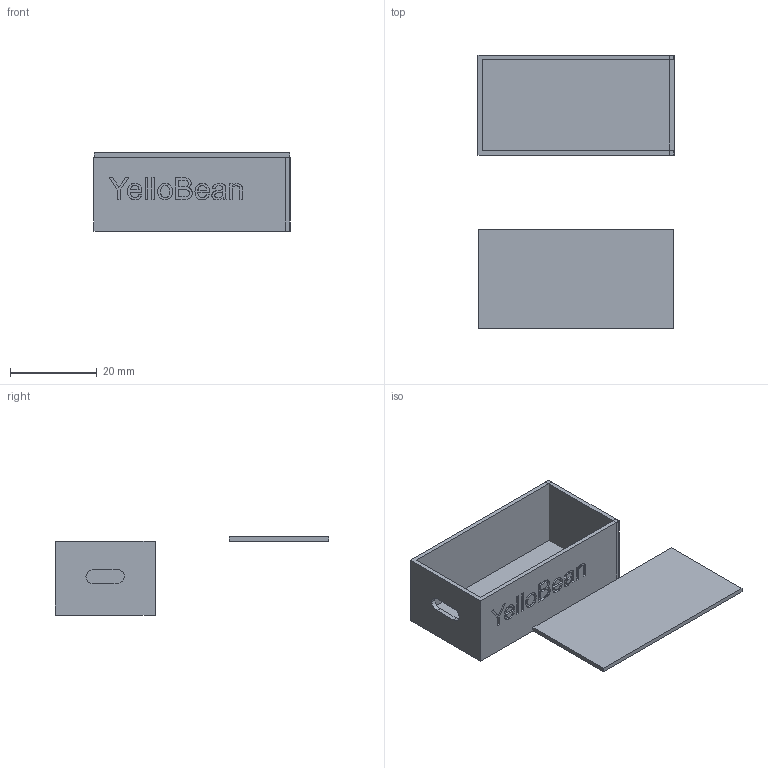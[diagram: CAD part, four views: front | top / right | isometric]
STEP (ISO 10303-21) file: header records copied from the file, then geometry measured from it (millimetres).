
FILE_DESCRIPTION(/* description */ (''),/* implementation_level */ '2;1');
FILE_NAME(/* name */ 'new_pa.step',/* time_stamp */ '2025-12-14T12:28:07+05:30',/* author */ (''),/* organization */ (''),/* preprocessor_version */ 'ST-DEVELOPER v20.1',/* originating_system */ 'Autodesk Translation Framework v14.21.0.0',/* authorisation */ '');
FILE_SCHEMA (('AUTOMOTIVE_DESIGN { 1 0 10303 214 3 1 1 }'));
Length unit declared in the file: millimetre
Products named in the file (1): 2025-12-13-22-40-24-175
Bounding box: 45.1 x 62.98 x 18 mm (x, y, z)
Volume: 4174.7 mm3; surface area: 8952 mm2
Topology: 3 solids, 3 shells, 392 faces, 1086 edges, 724 vertices
Faces by surface type: bspline 257, plane 131, cylinder 4
Entity records: 17101 total; most frequent: CARTESIAN_POINT 8796, ORIENTED_EDGE 2172, EDGE_CURVE 1086, DIRECTION 852, VERTEX_POINT 724, LINE 564, VECTOR 564, B_SPLINE_CURVE_WITH_KNOTS 514
